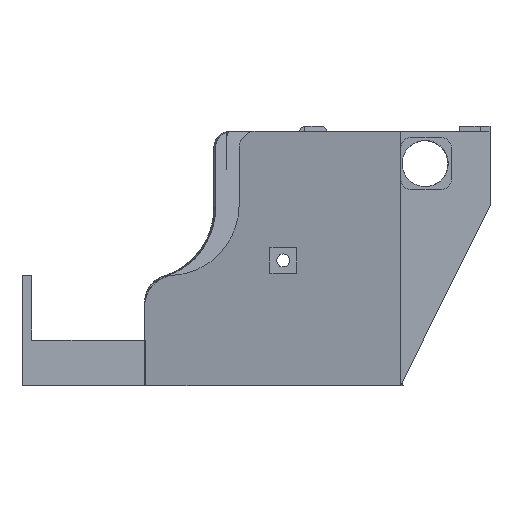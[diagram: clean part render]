
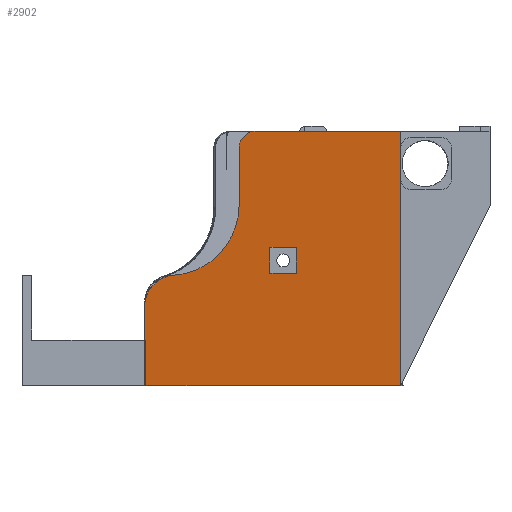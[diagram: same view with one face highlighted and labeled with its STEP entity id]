
A CAD part, left-side view. The second image highlights one B-rep face of the part: STEP entity #2902.
In plain terms, the highlighted planar face has unit normal (-0.982, 0.192, 0).
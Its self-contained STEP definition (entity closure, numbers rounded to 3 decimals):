
#16=B_SPLINE_CURVE_WITH_KNOTS('',3,(#4266,#4267,#4268,#4269,#4270,#4271,
#4272,#4273,#4274,#4275,#4276,#4277,#4278),.UNSPECIFIED.,.F.,.F.,(4,3,3,
3,4),(-3.323,-2.521,-1.719,-0.859,
0.),.UNSPECIFIED.);
#27=FACE_BOUND('',#389,.T.);
#46=CIRCLE('',#3080,5.);
#147=ELLIPSE('',#3081,9.679,9.5);
#222=FACE_OUTER_BOUND('',#388,.T.);
#388=EDGE_LOOP('',(#2044,#2045,#2046,#2047,#2048,#2049,#2050,#2051));
#389=EDGE_LOOP('',(#2052,#2053,#2054,#2055));
#586=LINE('',#4206,#911);
#590=LINE('',#4214,#915);
#594=LINE('',#4226,#919);
#597=LINE('',#4231,#922);
#611=LINE('',#4264,#936);
#612=LINE('',#4282,#937);
#613=LINE('',#4284,#938);
#614=LINE('',#4286,#939);
#615=LINE('',#4287,#940);
#911=VECTOR('',#3381,10.);
#915=VECTOR('',#3387,10.);
#919=VECTOR('',#3399,10.);
#922=VECTOR('',#3404,10.);
#936=VECTOR('',#3434,10.);
#937=VECTOR('',#3437,10.);
#938=VECTOR('',#3438,10.);
#939=VECTOR('',#3439,10.);
#940=VECTOR('',#3440,10.);
#1221=VERTEX_POINT('',#4204);
#1222=VERTEX_POINT('',#4205);
#1225=VERTEX_POINT('',#4213);
#1229=VERTEX_POINT('',#4225);
#1239=VERTEX_POINT('',#4260);
#1240=VERTEX_POINT('',#4261);
#1241=VERTEX_POINT('',#4263);
#1242=VERTEX_POINT('',#4265);
#1243=VERTEX_POINT('',#4279);
#1244=VERTEX_POINT('',#4281);
#1245=VERTEX_POINT('',#4283);
#1246=VERTEX_POINT('',#4285);
#1522=EDGE_CURVE('',#1221,#1222,#586,.T.);
#1526=EDGE_CURVE('',#1225,#1221,#590,.T.);
#1532=EDGE_CURVE('',#1222,#1229,#594,.T.);
#1535=EDGE_CURVE('',#1229,#1225,#597,.T.);
#1549=EDGE_CURVE('',#1239,#1240,#46,.T.);
#1550=EDGE_CURVE('',#1240,#1241,#611,.T.);
#1551=EDGE_CURVE('',#1241,#1242,#16,.T.);
#1552=EDGE_CURVE('',#1242,#1243,#147,.T.);
#1553=EDGE_CURVE('',#1243,#1244,#612,.T.);
#1554=EDGE_CURVE('',#1244,#1245,#613,.T.);
#1555=EDGE_CURVE('',#1246,#1245,#614,.T.);
#1556=EDGE_CURVE('',#1239,#1246,#615,.T.);
#2044=ORIENTED_EDGE('',*,*,#1549,.T.);
#2045=ORIENTED_EDGE('',*,*,#1550,.T.);
#2046=ORIENTED_EDGE('',*,*,#1551,.T.);
#2047=ORIENTED_EDGE('',*,*,#1552,.T.);
#2048=ORIENTED_EDGE('',*,*,#1553,.T.);
#2049=ORIENTED_EDGE('',*,*,#1554,.T.);
#2050=ORIENTED_EDGE('',*,*,#1555,.F.);
#2051=ORIENTED_EDGE('',*,*,#1556,.F.);
#2052=ORIENTED_EDGE('',*,*,#1532,.T.);
#2053=ORIENTED_EDGE('',*,*,#1535,.T.);
#2054=ORIENTED_EDGE('',*,*,#1526,.T.);
#2055=ORIENTED_EDGE('',*,*,#1522,.T.);
#2776=PLANE('',#3079);
#2902=ADVANCED_FACE('',(#222,#27),#2776,.T.);
#3079=AXIS2_PLACEMENT_3D('',#4259,#3430,#3431);
#3080=AXIS2_PLACEMENT_3D('',#4262,#3432,#3433);
#3081=AXIS2_PLACEMENT_3D('',#4280,#3435,#3436);
#3381=DIRECTION('',(0.,0.,-1.));
#3387=DIRECTION('',(-0.192,-0.981,0.));
#3399=DIRECTION('',(0.192,0.981,0.));
#3404=DIRECTION('',(0.,0.,1.));
#3430=DIRECTION('center_axis',(-0.981,0.192,0.));
#3431=DIRECTION('ref_axis',(-0.192,-0.981,0.));
#3432=DIRECTION('center_axis',(-0.981,0.192,0.));
#3433=DIRECTION('ref_axis',(0.135,0.694,0.707));
#3434=DIRECTION('',(0.,0.,-1.));
#3435=DIRECTION('center_axis',(-0.981,0.192,0.));
#3436=DIRECTION('ref_axis',(0.192,0.981,0.));
#3437=DIRECTION('',(0.,0.,-1.));
#3438=DIRECTION('',(-0.192,-0.981,0.));
#3439=DIRECTION('',(0.,0.,-1.));
#3440=DIRECTION('',(-0.192,-0.981,0.));
#4204=CARTESIAN_POINT('',(-32.085,-65.964,42.533));
#4205=CARTESIAN_POINT('',(-32.085,-65.964,34.533));
#4206=CARTESIAN_POINT('',(-32.085,-65.964,21.267));
#4213=CARTESIAN_POINT('',(-30.494,-57.813,42.533));
#4214=CARTESIAN_POINT('',(-26.793,-38.84,42.533));
#4225=CARTESIAN_POINT('',(-30.494,-57.813,34.533));
#4226=CARTESIAN_POINT('',(-27.559,-42.766,34.533));
#4231=CARTESIAN_POINT('',(-30.494,-57.813,17.267));
#4259=CARTESIAN_POINT('Origin',(-22.981,-19.308,0.));
#4260=CARTESIAN_POINT('',(-29.611,-53.286,78.303));
#4261=CARTESIAN_POINT('',(-28.654,-48.379,73.303));
#4262=CARTESIAN_POINT('Origin',(-29.611,-53.286,73.303));
#4263=CARTESIAN_POINT('',(-28.654,-48.379,55.935));
#4264=CARTESIAN_POINT('',(-28.654,-48.379,38.5));
#4265=CARTESIAN_POINT('',(-24.713,-28.182,33.979));
#4266=CARTESIAN_POINT('Ctrl Pts',(-28.654,-48.379,55.935));
#4267=CARTESIAN_POINT('Ctrl Pts',(-28.654,-48.379,53.259));
#4268=CARTESIAN_POINT('Ctrl Pts',(-28.56,-47.9,50.606));
#4269=CARTESIAN_POINT('Ctrl Pts',(-28.378,-46.965,48.106));
#4270=CARTESIAN_POINT('Ctrl Pts',(-28.196,-46.032,45.608));
#4271=CARTESIAN_POINT('Ctrl Pts',(-27.928,-44.659,43.303));
#4272=CARTESIAN_POINT('Ctrl Pts',(-27.588,-42.914,41.306));
#4273=CARTESIAN_POINT('Ctrl Pts',(-27.223,-41.045,39.166));
#4274=CARTESIAN_POINT('Ctrl Pts',(-26.781,-38.783,37.419));
#4275=CARTESIAN_POINT('Ctrl Pts',(-26.288,-36.256,36.162));
#4276=CARTESIAN_POINT('Ctrl Pts',(-25.795,-33.73,34.906));
#4277=CARTESIAN_POINT('Ctrl Pts',(-25.26,-30.987,34.164));
#4278=CARTESIAN_POINT('Ctrl Pts',(-24.713,-28.182,33.979));
#4279=CARTESIAN_POINT('',(-22.981,-19.308,24.5));
#4280=CARTESIAN_POINT('Origin',(-24.835,-28.808,24.5));
#4281=CARTESIAN_POINT('',(-22.981,-19.308,0.));
#4282=CARTESIAN_POINT('',(-22.981,-19.308,0.));
#4283=CARTESIAN_POINT('',(-38.35,-98.073,0.));
#4284=CARTESIAN_POINT('',(-22.981,-19.308,0.));
#4285=CARTESIAN_POINT('',(-38.35,-98.073,78.303));
#4286=CARTESIAN_POINT('',(-38.35,-98.073,2.));
#4287=CARTESIAN_POINT('',(-33.518,-73.308,78.303));
